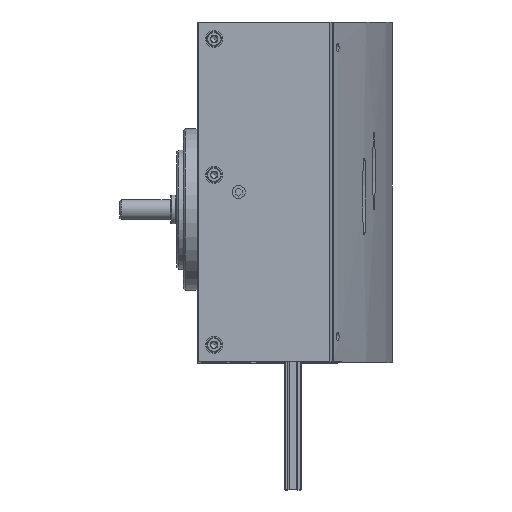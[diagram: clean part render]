
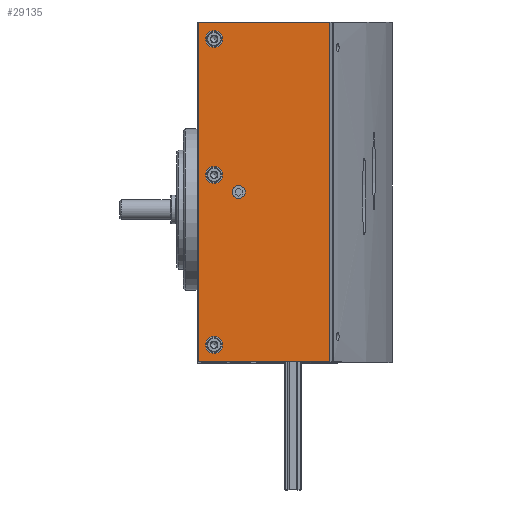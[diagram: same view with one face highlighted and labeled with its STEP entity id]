
A CAD part, top view. The second image highlights one B-rep face of the part: STEP entity #29135.
In plain terms, the highlighted face is planar.
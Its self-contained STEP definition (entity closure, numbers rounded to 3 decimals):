
#1583=PLANE('',#32779);
#3766=LINE('',#50498,#6006);
#3767=LINE('',#50510,#6007);
#3768=LINE('',#50512,#6008);
#3769=LINE('',#50514,#6009);
#6006=VECTOR('',#41062,1000.);
#6007=VECTOR('',#41075,1000.);
#6008=VECTOR('',#41076,1000.);
#6009=VECTOR('',#41077,1000.);
#7362=CIRCLE('',#32780,5.);
#7363=CIRCLE('',#32781,3.8);
#7364=CIRCLE('',#32782,5.);
#7365=CIRCLE('',#32783,5.);
#14774=ORIENTED_EDGE('',*,*,#18861,.F.);
#14775=ORIENTED_EDGE('',*,*,#18862,.F.);
#14776=ORIENTED_EDGE('',*,*,#18863,.F.);
#14777=ORIENTED_EDGE('',*,*,#18864,.F.);
#14778=ORIENTED_EDGE('',*,*,#18865,.T.);
#14779=ORIENTED_EDGE('',*,*,#18866,.F.);
#14780=ORIENTED_EDGE('',*,*,#18867,.F.);
#14781=ORIENTED_EDGE('',*,*,#18859,.T.);
#18859=EDGE_CURVE('',#21686,#21685,#3766,.T.);
#18861=EDGE_CURVE('',#21687,#21687,#7362,.T.);
#18862=EDGE_CURVE('',#21688,#21688,#7363,.F.);
#18863=EDGE_CURVE('',#21689,#21689,#7364,.T.);
#18864=EDGE_CURVE('',#21690,#21690,#7365,.T.);
#18865=EDGE_CURVE('',#21685,#21691,#3767,.T.);
#18866=EDGE_CURVE('',#21692,#21691,#3768,.T.);
#18867=EDGE_CURVE('',#21686,#21692,#3769,.T.);
#21685=VERTEX_POINT('',#50497);
#21686=VERTEX_POINT('',#50499);
#21687=VERTEX_POINT('',#50503);
#21688=VERTEX_POINT('',#50505);
#21689=VERTEX_POINT('',#50507);
#21690=VERTEX_POINT('',#50509);
#21691=VERTEX_POINT('',#50511);
#21692=VERTEX_POINT('',#50513);
#24360=EDGE_LOOP('',(#14774));
#24361=EDGE_LOOP('',(#14775));
#24362=EDGE_LOOP('',(#14776));
#24363=EDGE_LOOP('',(#14777));
#24364=EDGE_LOOP('',(#14778,#14779,#14780,#14781));
#26797=FACE_BOUND('',#24360,.T.);
#26798=FACE_BOUND('',#24361,.T.);
#26799=FACE_BOUND('',#24362,.T.);
#26800=FACE_BOUND('',#24363,.T.);
#26801=FACE_BOUND('',#24364,.T.);
#29135=ADVANCED_FACE('',(#26797,#26798,#26799,#26800,#26801),#1583,.F.);
#32779=AXIS2_PLACEMENT_3D('',#50501,#41065,#41066);
#32780=AXIS2_PLACEMENT_3D('',#50502,#41067,#41068);
#32781=AXIS2_PLACEMENT_3D('',#50504,#41069,#41070);
#32782=AXIS2_PLACEMENT_3D('',#50506,#41071,#41072);
#32783=AXIS2_PLACEMENT_3D('',#50508,#41073,#41074);
#41062=DIRECTION('',(0.,0.,-1.));
#41065=DIRECTION('',(0.,1.,0.));
#41066=DIRECTION('',(0.,0.,1.));
#41067=DIRECTION('',(0.,-1.,0.));
#41068=DIRECTION('',(0.,0.,-1.));
#41069=DIRECTION('',(0.,1.,0.));
#41070=DIRECTION('',(0.,0.,1.));
#41071=DIRECTION('',(0.,-1.,0.));
#41072=DIRECTION('',(0.,0.,-1.));
#41073=DIRECTION('',(0.,-1.,0.));
#41074=DIRECTION('',(0.,0.,-1.));
#41075=DIRECTION('',(1.,0.,0.));
#41076=DIRECTION('',(0.,0.,-1.));
#41077=DIRECTION('',(1.,0.,0.));
#50497=CARTESIAN_POINT('',(1.,0.,-100.));
#50498=CARTESIAN_POINT('',(1.,0.,100.));
#50499=CARTESIAN_POINT('',(1.,0.,100.));
#50501=CARTESIAN_POINT('',(1.,0.,100.));
#50502=CARTESIAN_POINT('',(10.,0.,10.));
#50503=CARTESIAN_POINT('',(10.,0.,5.));
#50504=CARTESIAN_POINT('',(24.5,0.,0.));
#50505=CARTESIAN_POINT('',(24.5,0.,3.8));
#50506=CARTESIAN_POINT('',(10.,0.,90.));
#50507=CARTESIAN_POINT('',(10.,0.,85.));
#50508=CARTESIAN_POINT('',(10.,0.,-90.));
#50509=CARTESIAN_POINT('',(10.,0.,-95.));
#50510=CARTESIAN_POINT('',(1.,0.,-100.));
#50511=CARTESIAN_POINT('',(78.179,0.,-100.));
#50512=CARTESIAN_POINT('',(78.179,0.,100.));
#50513=CARTESIAN_POINT('',(78.179,0.,100.));
#50514=CARTESIAN_POINT('',(1.,0.,100.));
